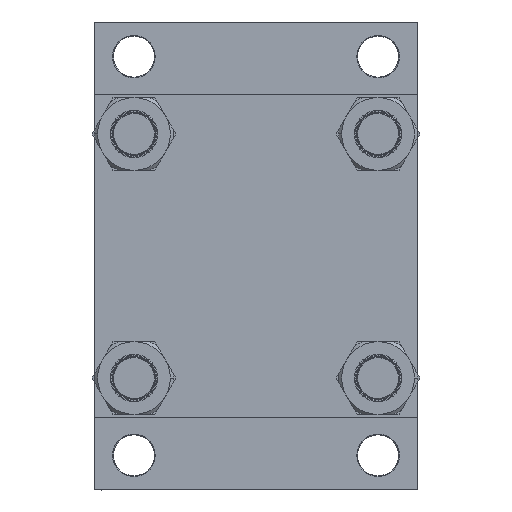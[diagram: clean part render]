
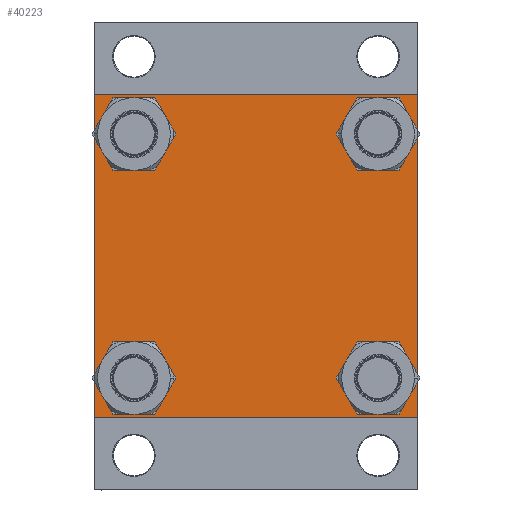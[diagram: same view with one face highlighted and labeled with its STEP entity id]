
A CAD part, left-side view. The second image highlights one B-rep face of the part: STEP entity #40223.
In plain terms, the highlighted planar face has unit normal (-1, 0, 0).
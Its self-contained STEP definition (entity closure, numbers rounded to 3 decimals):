
#788 = AXIS2_PLACEMENT_3D ( 'NONE', #2636, #3100, #28764 ) ;
#1605 = DIRECTION ( 'NONE',  ( 0., 0., 1. ) ) ;
#1674 = CARTESIAN_POINT ( 'NONE',  ( 0., -77.45, 77.45 ) ) ;
#1807 = ORIENTED_EDGE ( 'NONE', *, *, #22780, .T. ) ;
#1867 = DIRECTION ( 'NONE',  ( 0., 0.707, -0.707 ) ) ;
#2044 = VECTOR ( 'NONE', #1867, 1000. ) ;
#2636 = CARTESIAN_POINT ( 'NONE',  ( 0., 77.45, 77.45 ) ) ;
#2640 = DIRECTION ( 'NONE',  ( 0., 0., 1. ) ) ;
#2738 = AXIS2_PLACEMENT_3D ( 'NONE', #1674, #24633, #2640 ) ;
#3100 = DIRECTION ( 'NONE',  ( 1., 0., 0. ) ) ;
#3737 = EDGE_LOOP ( 'NONE', ( #37264, #14746 ) ) ;
#3818 = PLANE ( 'NONE',  #47481 ) ;
#4140 = LINE ( 'NONE', #4624, #32053 ) ;
#4288 = CARTESIAN_POINT ( 'NONE',  ( 0., -102.25, 102.25 ) ) ;
#4304 = CARTESIAN_POINT ( 'NONE',  ( 0., 102.25, -102.25 ) ) ;
#4624 = CARTESIAN_POINT ( 'NONE',  ( 0., 102.5, 102.5 ) ) ;
#5113 = EDGE_CURVE ( 'NONE', #38132, #39982, #14000, .T. ) ;
#5144 = EDGE_CURVE ( 'NONE', #18998, #28737, #26174, .T. ) ;
#5158 = VECTOR ( 'NONE', #7373, 1000. ) ;
#5240 = DIRECTION ( 'NONE',  ( 0., 0., 1. ) ) ;
#5425 = VERTEX_POINT ( 'NONE', #39756 ) ;
#5445 = DIRECTION ( 'NONE',  ( 0., 0., 1. ) ) ;
#5582 = DIRECTION ( 'NONE',  ( 0., -0.707, 0.707 ) ) ;
#5792 = CARTESIAN_POINT ( 'NONE',  ( 0., -77.45, 63.45 ) ) ;
#5822 = VECTOR ( 'NONE', #10742, 1000. ) ;
#6010 = CARTESIAN_POINT ( 'NONE',  ( 0., 77.45, -63.45 ) ) ;
#6535 = EDGE_CURVE ( 'NONE', #46197, #24846, #37493, .T. ) ;
#7004 = ORIENTED_EDGE ( 'NONE', *, *, #40304, .F. ) ;
#7291 = DIRECTION ( 'NONE',  ( 0., 0., 1. ) ) ;
#7373 = DIRECTION ( 'NONE',  ( 0., 0., -1. ) ) ;
#7499 = FACE_BOUND ( 'NONE', #27516, .T. ) ;
#7842 = EDGE_LOOP ( 'NONE', ( #10165, #12365, #44342, #19735, #7004, #11275, #19006, #18281 ) ) ;
#8708 = CARTESIAN_POINT ( 'NONE',  ( 0., -77.45, -77.45 ) ) ;
#9470 = CIRCLE ( 'NONE', #11791, 14. ) ;
#9599 = CARTESIAN_POINT ( 'NONE',  ( 0., 77.45, 91.45 ) ) ;
#10165 = ORIENTED_EDGE ( 'NONE', *, *, #5144, .T. ) ;
#10691 = CARTESIAN_POINT ( 'NONE',  ( 0., 0., 0. ) ) ;
#10742 = DIRECTION ( 'NONE',  ( 0., -0.707, -0.707 ) ) ;
#10853 = DIRECTION ( 'NONE',  ( 1., 0., 0. ) ) ;
#10926 = LINE ( 'NONE', #25821, #48272 ) ;
#11203 = VERTEX_POINT ( 'NONE', #41980 ) ;
#11275 = ORIENTED_EDGE ( 'NONE', *, *, #6535, .T. ) ;
#11791 = AXIS2_PLACEMENT_3D ( 'NONE', #44289, #10853, #40630 ) ;
#11935 = AXIS2_PLACEMENT_3D ( 'NONE', #24031, #35502, #5240 ) ;
#11941 = VERTEX_POINT ( 'NONE', #12331 ) ;
#12331 = CARTESIAN_POINT ( 'NONE',  ( 0., 77.45, -91.45 ) ) ;
#12365 = ORIENTED_EDGE ( 'NONE', *, *, #26289, .T. ) ;
#13571 = VERTEX_POINT ( 'NONE', #24894 ) ;
#14000 = LINE ( 'NONE', #21798, #26934 ) ;
#14112 = CIRCLE ( 'NONE', #15662, 14. ) ;
#14455 = EDGE_CURVE ( 'NONE', #41534, #28216, #14112, .T. ) ;
#14746 = ORIENTED_EDGE ( 'NONE', *, *, #43125, .T. ) ;
#15048 = DIRECTION ( 'NONE',  ( 0., 0.707, 0.707 ) ) ;
#15662 = AXIS2_PLACEMENT_3D ( 'NONE', #33163, #40728, #7291 ) ;
#15779 = DIRECTION ( 'NONE',  ( 1., 0., 0. ) ) ;
#15841 = LINE ( 'NONE', #39028, #45702 ) ;
#15875 = ORIENTED_EDGE ( 'NONE', *, *, #27424, .T. ) ;
#16116 = EDGE_CURVE ( 'NONE', #11203, #5425, #19609, .T. ) ;
#16788 = LINE ( 'NONE', #35083, #2044 ) ;
#17699 = CARTESIAN_POINT ( 'NONE',  ( 0., -102., 102.5 ) ) ;
#17989 = ORIENTED_EDGE ( 'NONE', *, *, #16116, .T. ) ;
#18281 = ORIENTED_EDGE ( 'NONE', *, *, #30075, .T. ) ;
#18977 = DIRECTION ( 'NONE',  ( 0., 0., 1. ) ) ;
#18998 = VERTEX_POINT ( 'NONE', #37735 ) ;
#19006 = ORIENTED_EDGE ( 'NONE', *, *, #44087, .F. ) ;
#19219 = FACE_OUTER_BOUND ( 'NONE', #7842, .T. ) ;
#19266 = AXIS2_PLACEMENT_3D ( 'NONE', #23638, #42186, #38527 ) ;
#19609 = CIRCLE ( 'NONE', #47687, 14. ) ;
#19735 = ORIENTED_EDGE ( 'NONE', *, *, #33659, .T. ) ;
#20340 = VERTEX_POINT ( 'NONE', #25839 ) ;
#21798 = CARTESIAN_POINT ( 'NONE',  ( 0., 102.5, -102.5 ) ) ;
#22398 = FACE_BOUND ( 'NONE', #3737, .T. ) ;
#22780 = EDGE_CURVE ( 'NONE', #11941, #25400, #34522, .T. ) ;
#23638 = CARTESIAN_POINT ( 'NONE',  ( 0., 77.45, -77.45 ) ) ;
#24031 = CARTESIAN_POINT ( 'NONE',  ( 0., 77.45, -77.45 ) ) ;
#24169 = CARTESIAN_POINT ( 'NONE',  ( 0., -102.5, 102. ) ) ;
#24633 = DIRECTION ( 'NONE',  ( 1., 0., 0. ) ) ;
#24846 = VERTEX_POINT ( 'NONE', #17699 ) ;
#24894 = CARTESIAN_POINT ( 'NONE',  ( 0., 77.45, 63.45 ) ) ;
#25400 = VERTEX_POINT ( 'NONE', #6010 ) ;
#25821 = CARTESIAN_POINT ( 'NONE',  ( 0., -102.5, 102.5 ) ) ;
#25839 = CARTESIAN_POINT ( 'NONE',  ( 0., -102.5, -102. ) ) ;
#25914 = EDGE_LOOP ( 'NONE', ( #15875, #32720 ) ) ;
#26174 = LINE ( 'NONE', #47662, #5158 ) ;
#26289 = EDGE_CURVE ( 'NONE', #28737, #38132, #26527, .T. ) ;
#26527 = LINE ( 'NONE', #4304, #5822 ) ;
#26934 = VECTOR ( 'NONE', #43764, 1000. ) ;
#27424 = EDGE_CURVE ( 'NONE', #28216, #41534, #27712, .T. ) ;
#27516 = EDGE_LOOP ( 'NONE', ( #28583, #17989 ) ) ;
#27712 = CIRCLE ( 'NONE', #2738, 14. ) ;
#27906 = CARTESIAN_POINT ( 'NONE',  ( 0., -77.45, -77.45 ) ) ;
#28216 = VERTEX_POINT ( 'NONE', #37933 ) ;
#28583 = ORIENTED_EDGE ( 'NONE', *, *, #34740, .T. ) ;
#28737 = VERTEX_POINT ( 'NONE', #36624 ) ;
#28764 = DIRECTION ( 'NONE',  ( 0., 0., 1. ) ) ;
#30075 = EDGE_CURVE ( 'NONE', #35245, #18998, #16788, .T. ) ;
#30158 = CIRCLE ( 'NONE', #19266, 14. ) ;
#31317 = VERTEX_POINT ( 'NONE', #9599 ) ;
#31742 = CIRCLE ( 'NONE', #40308, 14. ) ;
#31882 = EDGE_CURVE ( 'NONE', #25400, #11941, #30158, .T. ) ;
#32053 = VECTOR ( 'NONE', #34178, 1000. ) ;
#32720 = ORIENTED_EDGE ( 'NONE', *, *, #14455, .T. ) ;
#33163 = CARTESIAN_POINT ( 'NONE',  ( 0., -77.45, 77.45 ) ) ;
#33659 = EDGE_CURVE ( 'NONE', #39982, #20340, #15841, .T. ) ;
#34178 = DIRECTION ( 'NONE',  ( 0., -1., 0. ) ) ;
#34522 = CIRCLE ( 'NONE', #11935, 14. ) ;
#34740 = EDGE_CURVE ( 'NONE', #5425, #11203, #31742, .T. ) ;
#35083 = CARTESIAN_POINT ( 'NONE',  ( 0., 102.25, 102.25 ) ) ;
#35245 = VERTEX_POINT ( 'NONE', #37573 ) ;
#35502 = DIRECTION ( 'NONE',  ( 1., 0., 0. ) ) ;
#35715 = DIRECTION ( 'NONE',  ( 1., 0., 0. ) ) ;
#36624 = CARTESIAN_POINT ( 'NONE',  ( 0., 102.5, -102. ) ) ;
#37264 = ORIENTED_EDGE ( 'NONE', *, *, #38415, .T. ) ;
#37493 = LINE ( 'NONE', #4288, #42595 ) ;
#37573 = CARTESIAN_POINT ( 'NONE',  ( 0., 102., 102.5 ) ) ;
#37735 = CARTESIAN_POINT ( 'NONE',  ( 0., 102.5, 102. ) ) ;
#37933 = CARTESIAN_POINT ( 'NONE',  ( 0., -77.45, 91.45 ) ) ;
#38055 = CARTESIAN_POINT ( 'NONE',  ( 0., 102., -102.5 ) ) ;
#38132 = VERTEX_POINT ( 'NONE', #38055 ) ;
#38415 = EDGE_CURVE ( 'NONE', #31317, #13571, #9470, .T. ) ;
#38527 = DIRECTION ( 'NONE',  ( 0., 0., 1. ) ) ;
#39028 = CARTESIAN_POINT ( 'NONE',  ( 0., -102.25, -102.25 ) ) ;
#39756 = CARTESIAN_POINT ( 'NONE',  ( 0., -77.45, -63.45 ) ) ;
#39982 = VERTEX_POINT ( 'NONE', #45864 ) ;
#40223 = ADVANCED_FACE ( 'NONE', ( #44595, #7499, #48264, #22398, #19219 ), #3818, .T. ) ;
#40304 = EDGE_CURVE ( 'NONE', #46197, #20340, #10926, .T. ) ;
#40308 = AXIS2_PLACEMENT_3D ( 'NONE', #8708, #15779, #1605 ) ;
#40569 = CIRCLE ( 'NONE', #788, 14. ) ;
#40630 = DIRECTION ( 'NONE',  ( 0., 0., 1. ) ) ;
#40698 = DIRECTION ( 'NONE',  ( 0., 0., -1. ) ) ;
#40728 = DIRECTION ( 'NONE',  ( 1., 0., 0. ) ) ;
#41182 = DIRECTION ( 'NONE',  ( -1., 0., 0. ) ) ;
#41534 = VERTEX_POINT ( 'NONE', #5792 ) ;
#41980 = CARTESIAN_POINT ( 'NONE',  ( 0., -77.45, -91.45 ) ) ;
#42186 = DIRECTION ( 'NONE',  ( 1., 0., 0. ) ) ;
#42595 = VECTOR ( 'NONE', #15048, 1000. ) ;
#43125 = EDGE_CURVE ( 'NONE', #13571, #31317, #40569, .T. ) ;
#43764 = DIRECTION ( 'NONE',  ( 0., -1., 0. ) ) ;
#43926 = ORIENTED_EDGE ( 'NONE', *, *, #31882, .T. ) ;
#44087 = EDGE_CURVE ( 'NONE', #35245, #24846, #4140, .T. ) ;
#44289 = CARTESIAN_POINT ( 'NONE',  ( 0., 77.45, 77.45 ) ) ;
#44342 = ORIENTED_EDGE ( 'NONE', *, *, #5113, .T. ) ;
#44595 = FACE_BOUND ( 'NONE', #25914, .T. ) ;
#45702 = VECTOR ( 'NONE', #5582, 1000. ) ;
#45800 = EDGE_LOOP ( 'NONE', ( #43926, #1807 ) ) ;
#45864 = CARTESIAN_POINT ( 'NONE',  ( 0., -102., -102.5 ) ) ;
#46197 = VERTEX_POINT ( 'NONE', #24169 ) ;
#47481 = AXIS2_PLACEMENT_3D ( 'NONE', #10691, #41182, #18977 ) ;
#47662 = CARTESIAN_POINT ( 'NONE',  ( 0., 102.5, 102.5 ) ) ;
#47687 = AXIS2_PLACEMENT_3D ( 'NONE', #27906, #35715, #5445 ) ;
#48264 = FACE_BOUND ( 'NONE', #45800, .T. ) ;
#48272 = VECTOR ( 'NONE', #40698, 1000. ) ;
